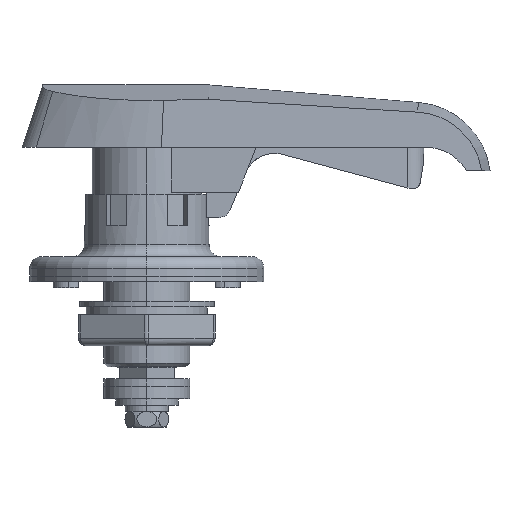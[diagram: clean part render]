
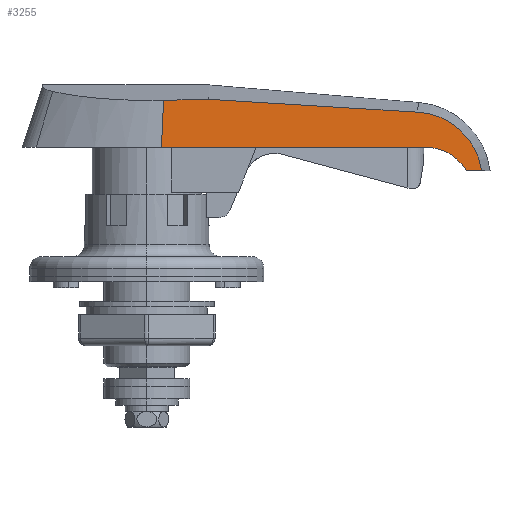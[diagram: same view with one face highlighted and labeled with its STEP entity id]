
A CAD part, left-side view. The second image highlights one B-rep face of the part: STEP entity #3255.
In plain terms, the highlighted planar face has unit normal (-0.997, -0.083, 0).
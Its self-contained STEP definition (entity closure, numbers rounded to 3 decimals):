
#2668 = VERTEX_POINT ( 'NONE', #5889 ) ;
#3207 = VERTEX_POINT ( 'NONE', #6928 ) ;
#3209 = EDGE_CURVE ( 'NONE', #3207, #2668, #6927, .T. ) ;
#3242 = ORIENTED_EDGE ( 'NONE', *, *, #3243, .F. ) ;
#3243 = EDGE_CURVE ( 'NONE', #3244, #3324, #7018, .T. ) ;
#3244 = VERTEX_POINT ( 'NONE', #7017 ) ;
#3245 = ORIENTED_EDGE ( 'NONE', *, *, #3246, .T. ) ;
#3246 = EDGE_CURVE ( 'NONE', #3244, #3260, #7019, .T. ) ;
#3255 = ADVANCED_FACE ( 'NONE', ( #7041 ), #7040, .F. ) ;
#3256 = EDGE_LOOP ( 'NONE', ( #3257, #3261, #3318, #3319, #3322, #3242, #3245 ) ) ;
#3257 = ORIENTED_EDGE ( 'NONE', *, *, #3258, .F. ) ;
#3258 = EDGE_CURVE ( 'NONE', #3259, #3260, #7035, .T. ) ;
#3259 = VERTEX_POINT ( 'NONE', #7031 ) ;
#3260 = VERTEX_POINT ( 'NONE', #7030 ) ;
#3261 = ORIENTED_EDGE ( 'NONE', *, *, #3317, .T. ) ;
#3317 = EDGE_CURVE ( 'NONE', #3259, #2668, #7181, .T. ) ;
#3318 = ORIENTED_EDGE ( 'NONE', *, *, #3209, .F. ) ;
#3319 = ORIENTED_EDGE ( 'NONE', *, *, #3320, .F. ) ;
#3320 = EDGE_CURVE ( 'NONE', #3321, #3207, #7174, .T. ) ;
#3321 = VERTEX_POINT ( 'NONE', #7176 ) ;
#3322 = ORIENTED_EDGE ( 'NONE', *, *, #3323, .F. ) ;
#3323 = EDGE_CURVE ( 'NONE', #3324, #3321, #7175, .T. ) ;
#3324 = VERTEX_POINT ( 'NONE', #7206 ) ;
#5889 = CARTESIAN_POINT ( 'NONE',  ( -14.825, -3.74, 12. ) ) ;
#6924 = DIRECTION ( 'NONE',  ( -0.083, 0.997, 0. ) ) ;
#6925 = VECTOR ( 'NONE', #6924, 1000. ) ;
#6926 = CARTESIAN_POINT ( 'NONE',  ( -17.567, 29.252, 12. ) ) ;
#6927 = LINE ( 'NONE', #6926, #6925 ) ;
#6928 = CARTESIAN_POINT ( 'NONE',  ( -9.184, -71.608, 12. ) ) ;
#7000 = CARTESIAN_POINT ( 'NONE',  ( -8.431, -80.667, 16.177 ) ) ;
#7001 = CARTESIAN_POINT ( 'NONE',  ( -8.494, -79.915, 16.859 ) ) ;
#7002 = CARTESIAN_POINT ( 'NONE',  ( -8.526, -79.524, 17.185 ) ) ;
#7003 = CARTESIAN_POINT ( 'NONE',  ( -8.593, -78.717, 17.798 ) ) ;
#7004 = CARTESIAN_POINT ( 'NONE',  ( -8.628, -78.3, 18.087 ) ) ;
#7005 = CARTESIAN_POINT ( 'NONE',  ( -8.735, -77.012, 18.9 ) ) ;
#7006 = CARTESIAN_POINT ( 'NONE',  ( -8.81, -76.11, 19.365 ) ) ;
#7007 = CARTESIAN_POINT ( 'NONE',  ( -8.966, -74.231, 20.135 ) ) ;
#7008 = CARTESIAN_POINT ( 'NONE',  ( -9.046, -73.269, 20.434 ) ) ;
#7011 = DIRECTION ( 'NONE',  ( -0.083, 0.995, 0.061 ) ) ;
#7012 = VECTOR ( 'NONE', #7011, 1000. ) ;
#7013 = CARTESIAN_POINT ( 'NONE',  ( -8.043, -85.341, 20.055 ) ) ;
#7014 = CARTESIAN_POINT ( 'NONE',  ( -9.209, -71.313, 20.864 ) ) ;
#7015 = CARTESIAN_POINT ( 'NONE',  ( -9.291, -70.317, 20.996 ) ) ;
#7016 = CARTESIAN_POINT ( 'NONE',  ( -9.376, -69.303, 21.04 ) ) ;
#7017 = CARTESIAN_POINT ( 'NONE',  ( -9.376, -69.303, 21.04 ) ) ;
#7018 = B_SPLINE_CURVE_WITH_KNOTS ( 'NONE', 3,
 ( #7016, #7015, #7014, #7008, #7007, #7006, #7005, #7004, #7003, #7002, #7001, #7000, #7065, #7064, #7063, #7062, #7061, #7060, #7059, #7058, #7057, #7056, #7055, #7054 ),
 .UNSPECIFIED., .F., .F.,
 ( 4, 2, 2, 2, 2, 2, 2, 2, 2, 2, 2, 4 ),
 ( 0., 0.003, 0.006, 0.009, 0.011, 0.012, 0.014, 0.015, 0.018, 0.02, 0.021, 0.024 ),
 .UNSPECIFIED. ) ;
#7019 = LINE ( 'NONE', #7013, #7012 ) ;
#7030 = CARTESIAN_POINT ( 'NONE',  ( -13.819, -15.847, 24.325 ) ) ;
#7031 = CARTESIAN_POINT ( 'NONE',  ( -14.777, -4.309, 24.07 ) ) ;
#7032 = DIRECTION ( 'NONE',  ( 0.083, -0.996, 0.022 ) ) ;
#7033 = VECTOR ( 'NONE', #7032, 1000. ) ;
#7034 = CARTESIAN_POINT ( 'NONE',  ( -7.995, -85.914, 25.874 ) ) ;
#7035 = LINE ( 'NONE', #7034, #7033 ) ;
#7036 = DIRECTION ( 'NONE',  ( -0.083, 0.997, 0. ) ) ;
#7037 = DIRECTION ( 'NONE',  ( 0.997, 0.083, 0. ) ) ;
#7038 = CARTESIAN_POINT ( 'NONE',  ( -8., -85.856, 28.509 ) ) ;
#7039 = AXIS2_PLACEMENT_3D ( 'NONE', #7038, #7037, #7036 ) ;
#7040 = PLANE ( 'NONE',  #7039 ) ;
#7041 = FACE_OUTER_BOUND ( 'NONE', #3256, .T. ) ;
#7054 = CARTESIAN_POINT ( 'NONE',  ( -8., -85.856, 6. ) ) ;
#7055 = CARTESIAN_POINT ( 'NONE',  ( -8.012, -85.715, 7.009 ) ) ;
#7056 = CARTESIAN_POINT ( 'NONE',  ( -8.031, -85.487, 7.997 ) ) ;
#7057 = CARTESIAN_POINT ( 'NONE',  ( -8.07, -85.017, 9.445 ) ) ;
#7058 = CARTESIAN_POINT ( 'NONE',  ( -8.085, -84.838, 9.924 ) ) ;
#7059 = CARTESIAN_POINT ( 'NONE',  ( -8.117, -84.444, 10.855 ) ) ;
#7060 = CARTESIAN_POINT ( 'NONE',  ( -8.135, -84.228, 11.31 ) ) ;
#7061 = CARTESIAN_POINT ( 'NONE',  ( -8.194, -83.522, 12.641 ) ) ;
#7062 = CARTESIAN_POINT ( 'NONE',  ( -8.239, -82.978, 13.486 ) ) ;
#7063 = CARTESIAN_POINT ( 'NONE',  ( -8.317, -82.046, 14.687 ) ) ;
#7064 = CARTESIAN_POINT ( 'NONE',  ( -8.344, -81.716, 15.076 ) ) ;
#7065 = CARTESIAN_POINT ( 'NONE',  ( -8.401, -81.027, 15.82 ) ) ;
#7174 =( BOUNDED_CURVE ( )  B_SPLINE_CURVE ( 3, ( #7213, #7212, #7211, #7210 ),
 .UNSPECIFIED., .F., .T. ) 
 B_SPLINE_CURVE_WITH_KNOTS ( ( 4, 4 ),
 ( 3.665, 4.712 ),
 .UNSPECIFIED. ) 
 CURVE ( )  GEOMETRIC_REPRESENTATION_ITEM ( )  RATIONAL_B_SPLINE_CURVE ( ( 1., 0.911, 0.911, 1. ) ) 
 REPRESENTATION_ITEM ( '' )  );
#7175 = LINE ( 'NONE', #7209, #7208 ) ;
#7176 = CARTESIAN_POINT ( 'NONE',  ( -8.321, -82., 6. ) ) ;
#7177 = CARTESIAN_POINT ( 'NONE',  ( -14.825, -3.74, 12. ) ) ;
#7178 = CARTESIAN_POINT ( 'NONE',  ( -14.809, -3.93, 16.023 ) ) ;
#7179 = CARTESIAN_POINT ( 'NONE',  ( -14.793, -4.12, 20.046 ) ) ;
#7180 = CARTESIAN_POINT ( 'NONE',  ( -14.777, -4.309, 24.07 ) ) ;
#7181 = B_SPLINE_CURVE_WITH_KNOTS ( 'NONE', 3,
 ( #7180, #7179, #7178, #7177 ),
 .UNSPECIFIED., .F., .F.,
 ( 4, 4 ),
 ( 0.246, 1. ),
 .UNSPECIFIED. ) ;
#7206 = CARTESIAN_POINT ( 'NONE',  ( -8., -85.856, 6. ) ) ;
#7207 = DIRECTION ( 'NONE',  ( -0.083, 0.997, 0. ) ) ;
#7208 = VECTOR ( 'NONE', #7207, 1000. ) ;
#7209 = CARTESIAN_POINT ( 'NONE',  ( -8.157, -83.966, 6. ) ) ;
#7210 = CARTESIAN_POINT ( 'NONE',  ( -9.184, -71.608, 12. ) ) ;
#7211 = CARTESIAN_POINT ( 'NONE',  ( -8.819, -76., 12. ) ) ;
#7212 = CARTESIAN_POINT ( 'NONE',  ( -8.503, -79.804, 9.804 ) ) ;
#7213 = CARTESIAN_POINT ( 'NONE',  ( -8.321, -82., 6. ) ) ;
